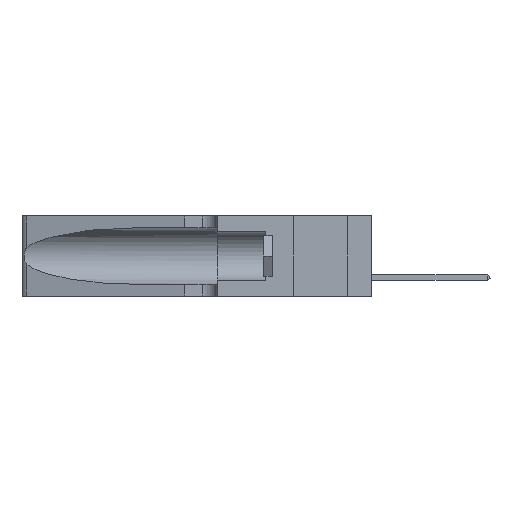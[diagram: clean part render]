
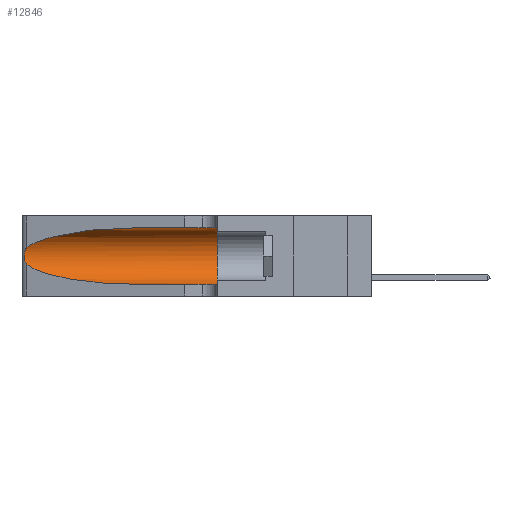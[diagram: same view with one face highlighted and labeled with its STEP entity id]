
A CAD part, left-side view. The second image highlights one B-rep face of the part: STEP entity #12846.
In plain terms, the highlighted cylindrical face has radius 3.308 mm (diameter 6.617 mm), a partial arc.
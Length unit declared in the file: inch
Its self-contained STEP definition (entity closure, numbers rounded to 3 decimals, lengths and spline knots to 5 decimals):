
#278 = AXIS2_PLACEMENT_3D ( 'NONE', #3535, #6235, #1592 ) ;
#899 = DIRECTION ( 'NONE',  ( 0., -1., 0. ) ) ;
#1592 = DIRECTION ( 'NONE',  ( 0., 0., 1. ) ) ;
#1889 = CIRCLE ( 'NONE', #278, 0.13025 ) ;
#2260 = CARTESIAN_POINT ( 'NONE',  ( 0.25856, 1.23593, 0.16098 ) ) ;
#2491 = EDGE_CURVE ( 'NONE', #26214, #23929, #7974, .T. ) ;
#2649 = CARTESIAN_POINT ( 'NONE',  ( 0.1305, 0.72297, 0.05475 ) ) ;
#2975 = VERTEX_POINT ( 'NONE', #2649 ) ;
#3535 = CARTESIAN_POINT ( 'NONE',  ( 0.1305, 0.35, 0.185 ) ) ;
#4173 = VERTEX_POINT ( 'NONE', #15851 ) ;
#4734 = ORIENTED_EDGE ( 'NONE', *, *, #11883, .F. ) ;
#4985 = CARTESIAN_POINT ( 'NONE',  ( 0.1305, 1.61858, 0.31525 ) ) ;
#6235 = DIRECTION ( 'NONE',  ( 0., 1., 0. ) ) ;
#7337 = CARTESIAN_POINT ( 'NONE',  ( 0.18966, 0.96281, 0.05475 ) ) ;
#7346 = VECTOR ( 'NONE', #21420, 39.37008 ) ;
#7974 =( BOUNDED_CURVE ( )  B_SPLINE_CURVE ( 3, ( #12298, #28942, #14686, #17072 ),
 .UNSPECIFIED., .F., .T. ) 
 B_SPLINE_CURVE_WITH_KNOTS ( ( 4, 4 ),
 ( 1.5708, 2.84003 ),
 .UNSPECIFIED. ) 
 CURVE ( )  GEOMETRIC_REPRESENTATION_ITEM ( )  RATIONAL_B_SPLINE_CURVE ( ( 1., 0.87, 0.87, 1. ) ) 
 REPRESENTATION_ITEM ( '' )  );
#8355 = B_SPLINE_CURVE_WITH_KNOTS ( 'NONE', 3,
 ( #21276, #19084, #9304, #28241, #26059, #21470, #11711, #23877, #30742, #2260, #23654, #9402, #9618, #28432 ),
 .UNSPECIFIED., .F., .F.,
 ( 4, 2, 2, 2, 2, 2, 4 ),
 ( 0., 0.00027, 0.00053, 0.00107, 0.0016, 0.00187, 0.00214 ),
 .UNSPECIFIED. ) ;
#9146 = CARTESIAN_POINT ( 'NONE',  ( 0.1305, 1.61858, 0.185 ) ) ;
#9304 = CARTESIAN_POINT ( 'NONE',  ( 0.25639, 1.23184, 0.21858 ) ) ;
#9402 = CARTESIAN_POINT ( 'NONE',  ( 0.25639, 1.23186, 0.15144 ) ) ;
#9618 = CARTESIAN_POINT ( 'NONE',  ( 0.25555, 1.22993, 0.14849 ) ) ;
#9702 = EDGE_CURVE ( 'NONE', #26413, #4173, #1889, .T. ) ;
#11575 = DIRECTION ( 'NONE',  ( 0., 0., -1. ) ) ;
#11711 = CARTESIAN_POINT ( 'NONE',  ( 0.26075, 1.23896, 0.19203 ) ) ;
#11883 = EDGE_CURVE ( 'NONE', #26214, #26413, #26309, .T. ) ;
#12298 = CARTESIAN_POINT ( 'NONE',  ( 0.1305, 0.72297, 0.31525 ) ) ;
#12746 = CARTESIAN_POINT ( 'NONE',  ( 0.25487, 1.22718, 0.14631 ) ) ;
#12846 = ADVANCED_FACE ( 'NONE', ( #21037 ), #17345, .F. ) ;
#14379 = CARTESIAN_POINT ( 'NONE',  ( 0.1305, 0.35, 0.31525 ) ) ;
#14686 = CARTESIAN_POINT ( 'NONE',  ( 0.2373, 1.15595, 0.28018 ) ) ;
#15383 = ORIENTED_EDGE ( 'NONE', *, *, #19827, .T. ) ;
#15679 = CARTESIAN_POINT ( 'NONE',  ( 0.25487, 1.22718, 0.22369 ) ) ;
#15851 = CARTESIAN_POINT ( 'NONE',  ( 0.1305, 0.35, 0.05475 ) ) ;
#16098 = ORIENTED_EDGE ( 'NONE', *, *, #9702, .F. ) ;
#16687 = CARTESIAN_POINT ( 'NONE',  ( 0.1305, 0.72297, 0.05475 ) ) ;
#17072 = CARTESIAN_POINT ( 'NONE',  ( 0.25487, 1.22718, 0.22369 ) ) ;
#17345 = CYLINDRICAL_SURFACE ( 'NONE', #26200, 0.13025 ) ;
#17392 = ORIENTED_EDGE ( 'NONE', *, *, #30217, .T. ) ;
#18059 =( BOUNDED_CURVE ( )  B_SPLINE_CURVE ( 3, ( #18986, #26356, #7337, #16687 ),
 .UNSPECIFIED., .F., .F. ) 
 B_SPLINE_CURVE_WITH_KNOTS ( ( 4, 4 ),
 ( 3.44316, 4.71239 ),
 .UNSPECIFIED. ) 
 CURVE ( )  GEOMETRIC_REPRESENTATION_ITEM ( )  RATIONAL_B_SPLINE_CURVE ( ( 1., 0.87, 0.87, 1. ) ) 
 REPRESENTATION_ITEM ( '' )  );
#18986 = CARTESIAN_POINT ( 'NONE',  ( 0.25487, 1.22718, 0.14631 ) ) ;
#19084 = CARTESIAN_POINT ( 'NONE',  ( 0.25555, 1.22994, 0.2215 ) ) ;
#19827 = EDGE_CURVE ( 'NONE', #23929, #20090, #8355, .T. ) ;
#20090 = VERTEX_POINT ( 'NONE', #12746 ) ;
#21037 = FACE_OUTER_BOUND ( 'NONE', #24604, .T. ) ;
#21264 = VECTOR ( 'NONE', #899, 39.37008 ) ;
#21276 = CARTESIAN_POINT ( 'NONE',  ( 0.25487, 1.22718, 0.22369 ) ) ;
#21420 = DIRECTION ( 'NONE',  ( 0., -1., 0. ) ) ;
#21470 = CARTESIAN_POINT ( 'NONE',  ( 0.26018, 1.23835, 0.19895 ) ) ;
#21645 = CARTESIAN_POINT ( 'NONE',  ( 0.1305, 0.72297, 0.31525 ) ) ;
#23654 = CARTESIAN_POINT ( 'NONE',  ( 0.25789, 1.23486, 0.15765 ) ) ;
#23728 = EDGE_CURVE ( 'NONE', #2975, #4173, #28689, .T. ) ;
#23877 = CARTESIAN_POINT ( 'NONE',  ( 0.26075, 1.23896, 0.178 ) ) ;
#23929 = VERTEX_POINT ( 'NONE', #15679 ) ;
#24604 = EDGE_LOOP ( 'NONE', ( #27223, #15383, #17392, #30160, #16098, #4734 ) ) ;
#25812 = DIRECTION ( 'NONE',  ( 0., -1., 0. ) ) ;
#26059 = CARTESIAN_POINT ( 'NONE',  ( 0.25854, 1.2359, 0.20912 ) ) ;
#26200 = AXIS2_PLACEMENT_3D ( 'NONE', #9146, #25812, #11575 ) ;
#26214 = VERTEX_POINT ( 'NONE', #21645 ) ;
#26309 = LINE ( 'NONE', #4985, #7346 ) ;
#26356 = CARTESIAN_POINT ( 'NONE',  ( 0.2373, 1.15595, 0.08982 ) ) ;
#26413 = VERTEX_POINT ( 'NONE', #14379 ) ;
#27223 = ORIENTED_EDGE ( 'NONE', *, *, #2491, .T. ) ;
#28241 = CARTESIAN_POINT ( 'NONE',  ( 0.25787, 1.23484, 0.2124 ) ) ;
#28432 = CARTESIAN_POINT ( 'NONE',  ( 0.25487, 1.22718, 0.14631 ) ) ;
#28689 = LINE ( 'NONE', #28752, #21264 ) ;
#28752 = CARTESIAN_POINT ( 'NONE',  ( 0.1305, 1.61858, 0.05475 ) ) ;
#28942 = CARTESIAN_POINT ( 'NONE',  ( 0.18966, 0.96281, 0.31525 ) ) ;
#30160 = ORIENTED_EDGE ( 'NONE', *, *, #23728, .T. ) ;
#30217 = EDGE_CURVE ( 'NONE', #20090, #2975, #18059, .T. ) ;
#30742 = CARTESIAN_POINT ( 'NONE',  ( 0.26017, 1.23833, 0.17102 ) ) ;
